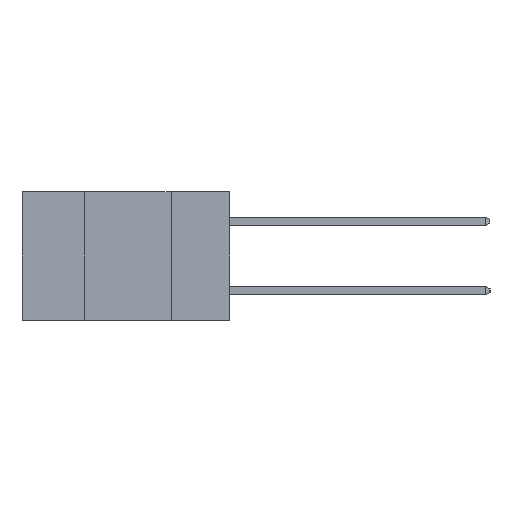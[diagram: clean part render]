
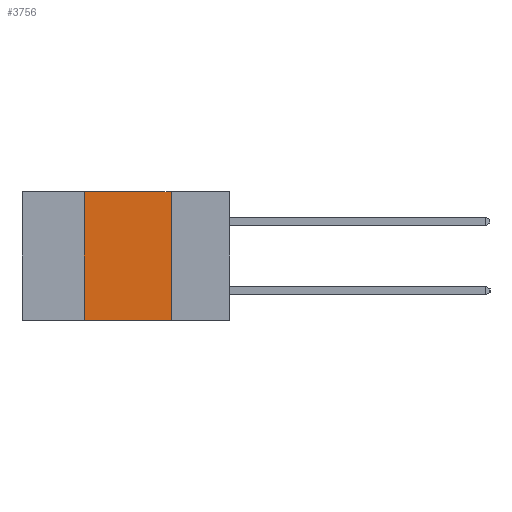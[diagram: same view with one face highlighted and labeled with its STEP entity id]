
A CAD part, left-side view. The second image highlights one B-rep face of the part: STEP entity #3756.
In plain terms, the highlighted planar face has unit normal (-1, 0, 0).
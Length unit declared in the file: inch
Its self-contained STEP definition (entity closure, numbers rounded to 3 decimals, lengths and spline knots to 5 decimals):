
#186 = DIRECTION ( 'NONE',  ( 1., 0., 0. ) ) ;
#264 = CARTESIAN_POINT ( 'NONE',  ( 0., 0.17, -0.37 ) ) ;
#288 = CARTESIAN_POINT ( 'NONE',  ( 0., 0.17, 0. ) ) ;
#563 = LINE ( 'NONE', #4382, #8933 ) ;
#1045 = VECTOR ( 'NONE', #4173, 39.37008 ) ;
#1260 = ORIENTED_EDGE ( 'NONE', *, *, #8660, .F. ) ;
#1469 = EDGE_LOOP ( 'NONE', ( #5516, #7580, #1260, #5771 ) ) ;
#2361 = DIRECTION ( 'NONE',  ( 0., 0., 1. ) ) ;
#2463 = LINE ( 'NONE', #264, #6553 ) ;
#3154 = VECTOR ( 'NONE', #2361, 39.37008 ) ;
#3756 = ADVANCED_FACE ( 'NONE', ( #9719 ), #4446, .F. ) ;
#4173 = DIRECTION ( 'NONE',  ( 0., -1., 0. ) ) ;
#4382 = CARTESIAN_POINT ( 'NONE',  ( 0., 0.6, -0.37 ) ) ;
#4446 = PLANE ( 'NONE',  #7978 ) ;
#4597 = VERTEX_POINT ( 'NONE', #288 ) ;
#4640 = CARTESIAN_POINT ( 'NONE',  ( 0., 0.42, -0.37 ) ) ;
#4690 = VERTEX_POINT ( 'NONE', #4640 ) ;
#5167 = DIRECTION ( 'NONE',  ( 0., -1., 0. ) ) ;
#5516 = ORIENTED_EDGE ( 'NONE', *, *, #9652, .F. ) ;
#5771 = ORIENTED_EDGE ( 'NONE', *, *, #8154, .T. ) ;
#6078 = DIRECTION ( 'NONE',  ( 0., 0., -1. ) ) ;
#6189 = DIRECTION ( 'NONE',  ( 0., 0., -1. ) ) ;
#6256 = VERTEX_POINT ( 'NONE', #6351 ) ;
#6351 = CARTESIAN_POINT ( 'NONE',  ( 0., 0.42, 0. ) ) ;
#6553 = VECTOR ( 'NONE', #6189, 39.37008 ) ;
#7580 = ORIENTED_EDGE ( 'NONE', *, *, #9158, .F. ) ;
#7630 = LINE ( 'NONE', #9580, #1045 ) ;
#7978 = AXIS2_PLACEMENT_3D ( 'NONE', #9829, #186, #6078 ) ;
#8082 = CARTESIAN_POINT ( 'NONE',  ( 0., 0.17, -0.37 ) ) ;
#8154 = EDGE_CURVE ( 'NONE', #4690, #9141, #563, .T. ) ;
#8660 = EDGE_CURVE ( 'NONE', #4690, #6256, #9168, .T. ) ;
#8933 = VECTOR ( 'NONE', #5167, 39.37008 ) ;
#9141 = VERTEX_POINT ( 'NONE', #8082 ) ;
#9158 = EDGE_CURVE ( 'NONE', #6256, #4597, #7630, .T. ) ;
#9168 = LINE ( 'NONE', #10254, #3154 ) ;
#9580 = CARTESIAN_POINT ( 'NONE',  ( 0., 0.6, 0. ) ) ;
#9652 = EDGE_CURVE ( 'NONE', #4597, #9141, #2463, .T. ) ;
#9719 = FACE_OUTER_BOUND ( 'NONE', #1469, .T. ) ;
#9829 = CARTESIAN_POINT ( 'NONE',  ( 0., 0.6, 0. ) ) ;
#10254 = CARTESIAN_POINT ( 'NONE',  ( 0., 0.42, -0.37 ) ) ;
